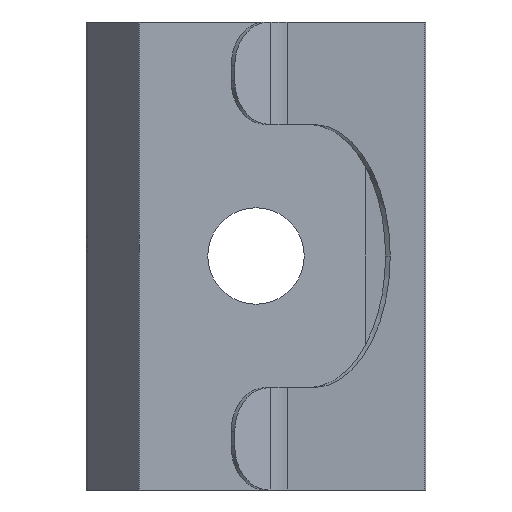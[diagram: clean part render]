
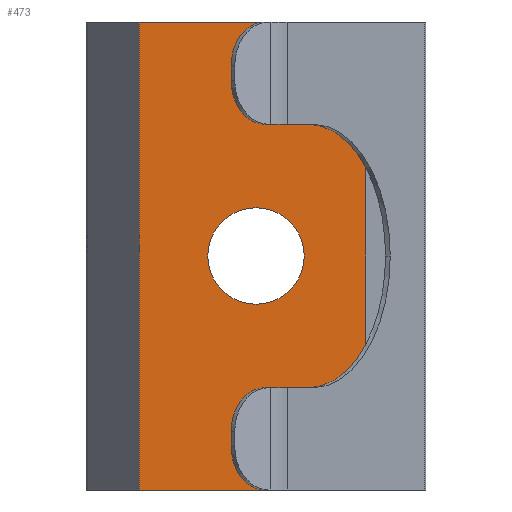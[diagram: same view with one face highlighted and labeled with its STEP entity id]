
A CAD part, front view. The second image highlights one B-rep face of the part: STEP entity #473.
In plain terms, the highlighted planar face has unit normal (0, -1, 0).
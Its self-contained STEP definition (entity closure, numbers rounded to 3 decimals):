
#7 = DIRECTION ( 'NONE',  ( -1., 0., 0. ) ) ;
#41 = DIRECTION ( 'NONE',  ( -1., 0., 0. ) ) ;
#70 = EDGE_CURVE ( 'NONE', #248, #445, #936, .T. ) ;
#89 = VECTOR ( 'NONE', #1270, 1000. ) ;
#97 = EDGE_LOOP ( 'NONE', ( #361, #676 ) ) ;
#99 = VERTEX_POINT ( 'NONE', #704 ) ;
#106 = EDGE_CURVE ( 'NONE', #179, #294, #640, .T. ) ;
#122 = FACE_BOUND ( 'NONE', #97, .T. ) ;
#139 = VECTOR ( 'NONE', #452, 1000. ) ;
#156 = ORIENTED_EDGE ( 'NONE', *, *, #826, .F. ) ;
#179 = VERTEX_POINT ( 'NONE', #1423 ) ;
#187 = CARTESIAN_POINT ( 'NONE',  ( 4., -2.15, 8. ) ) ;
#192 = DIRECTION ( 'NONE',  ( 0., 0., -1. ) ) ;
#239 = LINE ( 'NONE', #187, #1397 ) ;
#243 = ORIENTED_EDGE ( 'NONE', *, *, #923, .T. ) ;
#248 = VERTEX_POINT ( 'NONE', #515 ) ;
#265 = CARTESIAN_POINT ( 'NONE',  ( -4., -2.15, 8. ) ) ;
#268 = ORIENTED_EDGE ( 'NONE', *, *, #106, .T. ) ;
#294 = VERTEX_POINT ( 'NONE', #1089 ) ;
#314 = VECTOR ( 'NONE', #192, 1000. ) ;
#337 = CARTESIAN_POINT ( 'NONE',  ( 4., -2.15, -8. ) ) ;
#344 = AXIS2_PLACEMENT_3D ( 'NONE', #1344, #668, #7 ) ;
#345 = CARTESIAN_POINT ( 'NONE',  ( 3.754, -2.15, 8. ) ) ;
#360 = ORIENTED_EDGE ( 'NONE', *, *, #1378, .F. ) ;
#361 = ORIENTED_EDGE ( 'NONE', *, *, #547, .T. ) ;
#375 = EDGE_CURVE ( 'NONE', #814, #825, #519, .T. ) ;
#392 = DIRECTION ( 'NONE',  ( 0., 1., 0. ) ) ;
#419 = FACE_OUTER_BOUND ( 'NONE', #1283, .T. ) ;
#445 = VERTEX_POINT ( 'NONE', #1088 ) ;
#452 = DIRECTION ( 'NONE',  ( 0., 0., -1. ) ) ;
#473 = ADVANCED_FACE ( 'NONE', ( #122, #419 ), #641, .F. ) ;
#515 = CARTESIAN_POINT ( 'NONE',  ( 3.754, -2.15, -8. ) ) ;
#519 = LINE ( 'NONE', #1236, #821 ) ;
#547 = EDGE_CURVE ( 'NONE', #1343, #99, #838, .T. ) ;
#556 = DIRECTION ( 'NONE',  ( 1., 0., 0. ) ) ;
#562 = DIRECTION ( 'NONE',  ( 1., 0., 0. ) ) ;
#594 = CARTESIAN_POINT ( 'NONE',  ( 3.754, -2.15, -15.486 ) ) ;
#599 = ORIENTED_EDGE ( 'NONE', *, *, #375, .T. ) ;
#640 = LINE ( 'NONE', #265, #314 ) ;
#641 = PLANE ( 'NONE',  #836 ) ;
#651 = CIRCLE ( 'NONE', #344, 1.65 ) ;
#668 = DIRECTION ( 'NONE',  ( 0., 1., 0. ) ) ;
#676 = ORIENTED_EDGE ( 'NONE', *, *, #947, .T. ) ;
#690 = LINE ( 'NONE', #345, #139 ) ;
#703 = DIRECTION ( 'NONE',  ( 0., 1., 0. ) ) ;
#704 = CARTESIAN_POINT ( 'NONE',  ( 1.65, -2.15, 0. ) ) ;
#814 = VERTEX_POINT ( 'NONE', #1307 ) ;
#821 = VECTOR ( 'NONE', #999, 1000. ) ;
#825 = VERTEX_POINT ( 'NONE', #1080 ) ;
#826 = EDGE_CURVE ( 'NONE', #179, #825, #239, .T. ) ;
#836 = AXIS2_PLACEMENT_3D ( 'NONE', #1424, #392, #1176 ) ;
#838 = CIRCLE ( 'NONE', #1138, 1.65 ) ;
#923 = EDGE_CURVE ( 'NONE', #294, #248, #1296, .T. ) ;
#936 = LINE ( 'NONE', #594, #89 ) ;
#943 = ORIENTED_EDGE ( 'NONE', *, *, #70, .T. ) ;
#947 = EDGE_CURVE ( 'NONE', #99, #1343, #651, .T. ) ;
#999 = DIRECTION ( 'NONE',  ( 0., 0., 1. ) ) ;
#1080 = CARTESIAN_POINT ( 'NONE',  ( 3.754, -2.15, 8. ) ) ;
#1088 = CARTESIAN_POINT ( 'NONE',  ( 3.754, -2.15, -3.013 ) ) ;
#1089 = CARTESIAN_POINT ( 'NONE',  ( -4., -2.15, -8. ) ) ;
#1113 = CARTESIAN_POINT ( 'NONE',  ( -1.65, -2.15, 0. ) ) ;
#1138 = AXIS2_PLACEMENT_3D ( 'NONE', #1380, #703, #41 ) ;
#1176 = DIRECTION ( 'NONE',  ( 0., 0., 1. ) ) ;
#1236 = CARTESIAN_POINT ( 'NONE',  ( 3.754, -2.15, -15.486 ) ) ;
#1270 = DIRECTION ( 'NONE',  ( 0., 0., 1. ) ) ;
#1283 = EDGE_LOOP ( 'NONE', ( #243, #943, #360, #599, #156, #268 ) ) ;
#1296 = LINE ( 'NONE', #337, #1324 ) ;
#1307 = CARTESIAN_POINT ( 'NONE',  ( 3.754, -2.15, 3.013 ) ) ;
#1324 = VECTOR ( 'NONE', #556, 1000. ) ;
#1343 = VERTEX_POINT ( 'NONE', #1113 ) ;
#1344 = CARTESIAN_POINT ( 'NONE',  ( 0., -2.15, 0. ) ) ;
#1378 = EDGE_CURVE ( 'NONE', #814, #445, #690, .T. ) ;
#1380 = CARTESIAN_POINT ( 'NONE',  ( 0., -2.15, 0. ) ) ;
#1397 = VECTOR ( 'NONE', #562, 1000. ) ;
#1423 = CARTESIAN_POINT ( 'NONE',  ( -4., -2.15, 8. ) ) ;
#1424 = CARTESIAN_POINT ( 'NONE',  ( 4., -2.15, 8. ) ) ;
